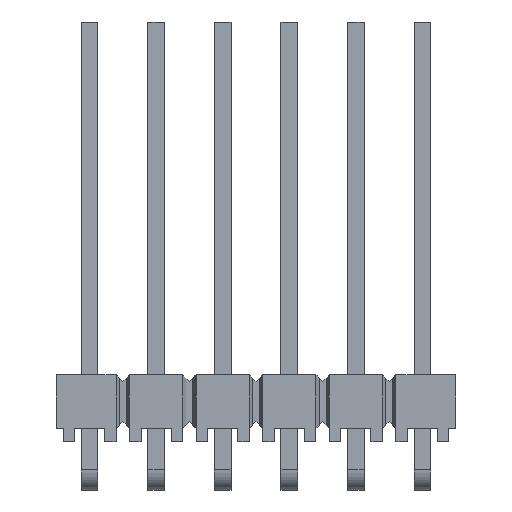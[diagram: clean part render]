
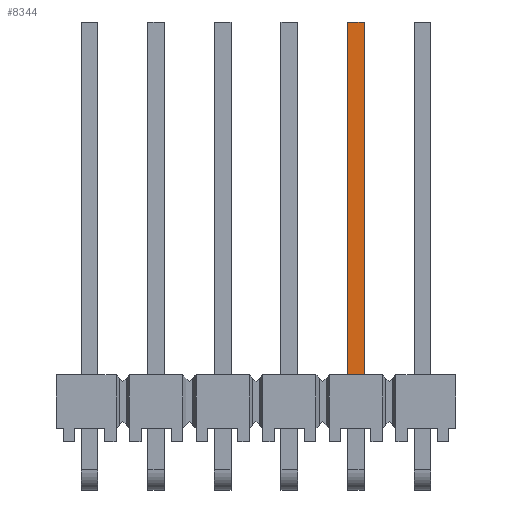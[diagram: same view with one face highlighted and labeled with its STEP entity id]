
A CAD part, top view. The second image highlights one B-rep face of the part: STEP entity #8344.
In plain terms, the highlighted face is planar.
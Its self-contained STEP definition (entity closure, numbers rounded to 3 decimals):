
#8344 = ADVANCED_FACE('',(#8345),#8379,.F.);
#8345 = FACE_BOUND('',#8346,.T.);
#8346 = EDGE_LOOP('',(#8347,#8357,#8365,#8373));
#8347 = ORIENTED_EDGE('',*,*,#8348,.F.);
#8348 = EDGE_CURVE('',#8349,#8351,#8353,.T.);
#8349 = VERTEX_POINT('',#8350);
#8350 = CARTESIAN_POINT('',(-4.128,17.526,-0.318));
#8351 = VERTEX_POINT('',#8352);
#8352 = CARTESIAN_POINT('',(-4.128,2.921,-0.318));
#8353 = LINE('',#8354,#8355);
#8354 = CARTESIAN_POINT('',(-4.128,0.445,-0.318));
#8355 = VECTOR('',#8356,1.);
#8356 = DIRECTION('',(0.,-1.,0.));
#8357 = ORIENTED_EDGE('',*,*,#8358,.F.);
#8358 = EDGE_CURVE('',#8359,#8349,#8361,.T.);
#8359 = VERTEX_POINT('',#8360);
#8360 = CARTESIAN_POINT('',(-3.493,17.526,-0.318));
#8361 = LINE('',#8362,#8363);
#8362 = CARTESIAN_POINT('',(6.668,17.526,-0.318));
#8363 = VECTOR('',#8364,1.);
#8364 = DIRECTION('',(-1.,0.,0.));
#8365 = ORIENTED_EDGE('',*,*,#8366,.F.);
#8366 = EDGE_CURVE('',#8367,#8359,#8369,.T.);
#8367 = VERTEX_POINT('',#8368);
#8368 = CARTESIAN_POINT('',(-3.493,2.921,-0.318));
#8369 = LINE('',#8370,#8371);
#8370 = CARTESIAN_POINT('',(-3.493,0.445,-0.318));
#8371 = VECTOR('',#8372,1.);
#8372 = DIRECTION('',(0.,1.,0.));
#8373 = ORIENTED_EDGE('',*,*,#8374,.F.);
#8374 = EDGE_CURVE('',#8351,#8367,#8375,.T.);
#8375 = LINE('',#8376,#8377);
#8376 = CARTESIAN_POINT('',(6.668,2.921,-0.318));
#8377 = VECTOR('',#8378,1.);
#8378 = DIRECTION('',(1.,0.,0.));
#8379 = PLANE('',#8380);
#8380 = AXIS2_PLACEMENT_3D('',#8381,#8382,#8383);
#8381 = CARTESIAN_POINT('',(6.668,0.445,-0.318));
#8382 = DIRECTION('',(0.,0.,1.));
#8383 = DIRECTION('',(1.,0.,-0.));
